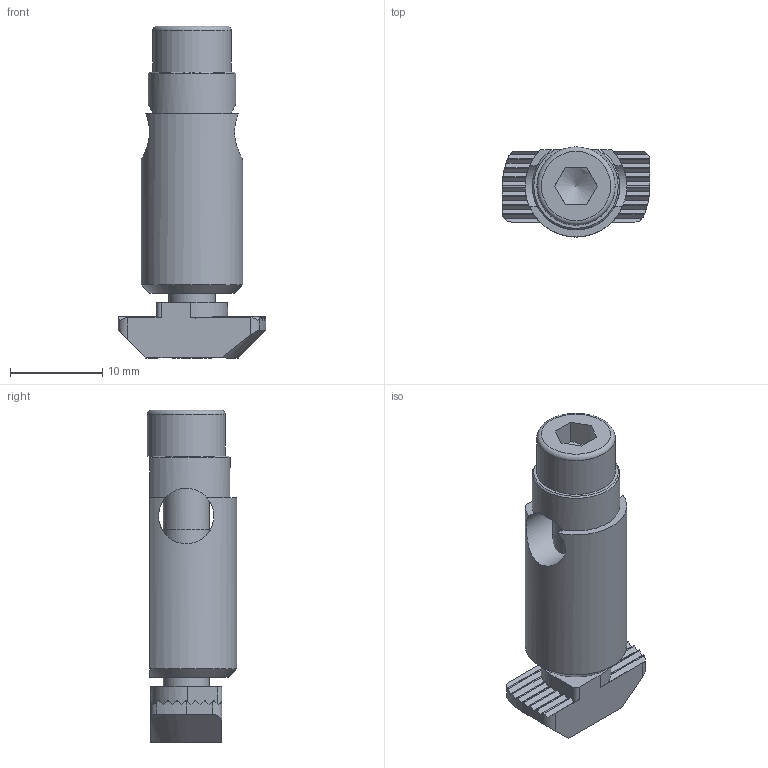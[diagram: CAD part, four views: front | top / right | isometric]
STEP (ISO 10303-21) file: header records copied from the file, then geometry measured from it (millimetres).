
FILE_DESCRIPTION(('STEP AP203'),'1');
FILE_NAME('FIXE08B1252.stp','2023-10-17T08:57:10',(' '),(' '),'Spatial InterOp 3D',' ',' ');
FILE_SCHEMA(('CONFIG_CONTROL_DESIGN'));
Length unit declared in the file: millimetre
Products named in the file (4): Fixation automatique 8-30 B; Vis CHC - M5x30; Douille; Écrou à tête rectangulaire
Assembly tree (3 placements, depth 2):
  Fixation automatique 8-30 B
    Vis CHC - M5x30
    Douille
    Écrou à tête rectangulaire
Bounding box: 16 x 9.75 x 36 mm (x, y, z)
Volume: 2662.9 mm3; surface area: 2534.5 mm2
Topology: 3 solids, 3 shells, 105 faces, 291 edges, 193 vertices
Faces by surface type: plane 63, cylinder 34, cone 5, bspline 2, torus 1
Full cylindrical faces by diameter (mm): 4.134 x1, 4.2 x2, 5 x2, 6 x2, 8.5 x1
Entity records: 4553 total; most frequent: CARTESIAN_POINT 1290, ORIENTED_EDGE 552, DIRECTION 529, EDGE_CURVE 276, AXIS2_PLACEMENT_3D 192, VERTEX_POINT 191, LINE 145, VECTOR 145
